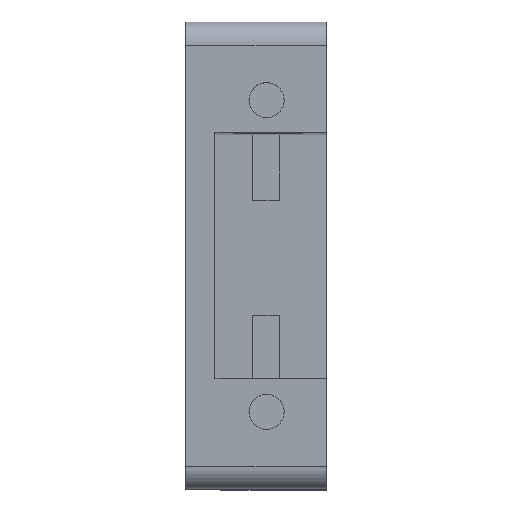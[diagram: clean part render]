
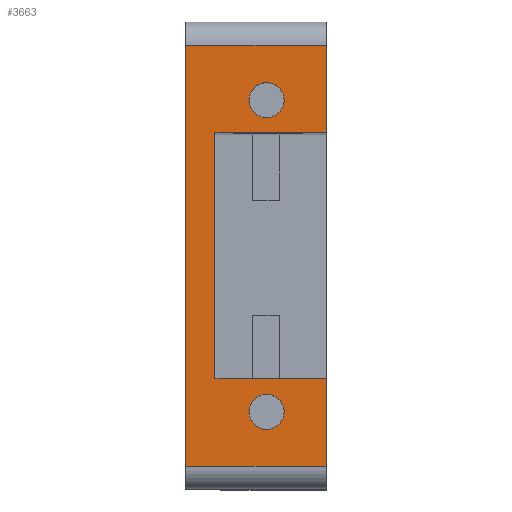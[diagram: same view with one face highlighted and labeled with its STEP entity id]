
A CAD part, top view. The second image highlights one B-rep face of the part: STEP entity #3663.
In plain terms, the highlighted planar face has unit normal (0, 0, 1).
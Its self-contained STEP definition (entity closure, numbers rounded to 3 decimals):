
#44=FACE_BOUND('',#473,.T.);
#45=FACE_BOUND('',#474,.T.);
#105=CIRCLE('',#3912,1.5);
#106=CIRCLE('',#3913,1.5);
#275=FACE_OUTER_BOUND('',#472,.T.);
#472=EDGE_LOOP('',(#2548,#2549,#2550,#2551,#2552,#2553,#2554,#2555));
#473=EDGE_LOOP('',(#2556));
#474=EDGE_LOOP('',(#2557));
#703=LINE('',#5321,#1107);
#707=LINE('',#5329,#1111);
#760=LINE('',#5527,#1164);
#761=LINE('',#5529,#1165);
#762=LINE('',#5530,#1166);
#763=LINE('',#5532,#1167);
#764=LINE('',#5534,#1168);
#765=LINE('',#5535,#1169);
#1107=VECTOR('',#4244,10.);
#1111=VECTOR('',#4248,10.);
#1164=VECTOR('',#4377,10.);
#1165=VECTOR('',#4378,10.);
#1166=VECTOR('',#4379,2.);
#1167=VECTOR('',#4380,10.);
#1168=VECTOR('',#4381,10.);
#1169=VECTOR('',#4382,10.);
#1512=VERTEX_POINT('',#5318);
#1513=VERTEX_POINT('',#5320);
#1516=VERTEX_POINT('',#5326);
#1517=VERTEX_POINT('',#5328);
#1600=VERTEX_POINT('',#5526);
#1601=VERTEX_POINT('',#5528);
#1602=VERTEX_POINT('',#5531);
#1603=VERTEX_POINT('',#5533);
#1604=VERTEX_POINT('',#5536);
#1605=VERTEX_POINT('',#5538);
#1880=EDGE_CURVE('',#1513,#1512,#703,.T.);
#1884=EDGE_CURVE('',#1516,#1517,#707,.T.);
#1974=EDGE_CURVE('',#1600,#1512,#760,.T.);
#1975=EDGE_CURVE('',#1601,#1600,#761,.T.);
#1976=EDGE_CURVE('',#1517,#1601,#762,.T.);
#1977=EDGE_CURVE('',#1516,#1602,#763,.T.);
#1978=EDGE_CURVE('',#1602,#1603,#764,.T.);
#1979=EDGE_CURVE('',#1603,#1513,#765,.T.);
#1980=EDGE_CURVE('',#1604,#1604,#105,.T.);
#1981=EDGE_CURVE('',#1605,#1605,#106,.T.);
#2548=ORIENTED_EDGE('',*,*,#1880,.T.);
#2549=ORIENTED_EDGE('',*,*,#1974,.F.);
#2550=ORIENTED_EDGE('',*,*,#1975,.F.);
#2551=ORIENTED_EDGE('',*,*,#1976,.F.);
#2552=ORIENTED_EDGE('',*,*,#1884,.F.);
#2553=ORIENTED_EDGE('',*,*,#1977,.T.);
#2554=ORIENTED_EDGE('',*,*,#1978,.T.);
#2555=ORIENTED_EDGE('',*,*,#1979,.T.);
#2556=ORIENTED_EDGE('',*,*,#1980,.T.);
#2557=ORIENTED_EDGE('',*,*,#1981,.T.);
#3533=PLANE('',#3911);
#3663=ADVANCED_FACE('',(#275,#44,#45),#3533,.T.);
#3911=AXIS2_PLACEMENT_3D('',#5525,#4375,#4376);
#3912=AXIS2_PLACEMENT_3D('',#5537,#4383,#4384);
#3913=AXIS2_PLACEMENT_3D('',#5539,#4385,#4386);
#4244=DIRECTION('',(0.,1.,0.));
#4248=DIRECTION('',(0.,-1.,0.));
#4375=DIRECTION('center_axis',(0.,0.,1.));
#4376=DIRECTION('ref_axis',(1.,0.,0.));
#4377=DIRECTION('',(1.,0.,0.));
#4378=DIRECTION('',(0.,1.,0.));
#4379=DIRECTION('',(-1.,0.,0.));
#4380=DIRECTION('',(-1.,0.,0.));
#4381=DIRECTION('',(0.,1.,0.));
#4382=DIRECTION('',(1.,0.,0.));
#4383=DIRECTION('center_axis',(0.,0.,-1.));
#4384=DIRECTION('ref_axis',(-1.,0.,0.));
#4385=DIRECTION('center_axis',(0.,0.,-1.));
#4386=DIRECTION('ref_axis',(-1.,0.,0.));
#5318=CARTESIAN_POINT('',(0.,-130.733,-7.296));
#5320=CARTESIAN_POINT('',(0.,-138.204,-7.296));
#5321=CARTESIAN_POINT('',(0.,-148.704,-7.296));
#5326=CARTESIAN_POINT('',(0.,-159.204,-7.296));
#5328=CARTESIAN_POINT('',(0.,-166.674,-7.296));
#5329=CARTESIAN_POINT('',(0.,-148.704,-7.296));
#5525=CARTESIAN_POINT('Origin',(6.985,-148.704,-7.296));
#5526=CARTESIAN_POINT('',(-12.,-130.733,-7.296));
#5527=CARTESIAN_POINT('',(7.007,-130.733,-7.296));
#5528=CARTESIAN_POINT('',(-12.,-166.674,-7.296));
#5529=CARTESIAN_POINT('',(-12.,-148.704,-7.296));
#5530=CARTESIAN_POINT('',(7.007,-166.674,-7.296));
#5531=CARTESIAN_POINT('',(-9.5,-159.204,-7.296));
#5532=CARTESIAN_POINT('',(-0.757,-159.204,-7.296));
#5533=CARTESIAN_POINT('',(-9.5,-138.204,-7.296));
#5534=CARTESIAN_POINT('',(-9.5,-153.954,-7.296));
#5535=CARTESIAN_POINT('',(-1.757,-138.204,-7.296));
#5536=CARTESIAN_POINT('',(-3.6,-162.004,-7.296));
#5537=CARTESIAN_POINT('Origin',(-5.1,-162.004,-7.296));
#5538=CARTESIAN_POINT('',(-3.6,-135.404,-7.296));
#5539=CARTESIAN_POINT('Origin',(-5.1,-135.404,-7.296));
